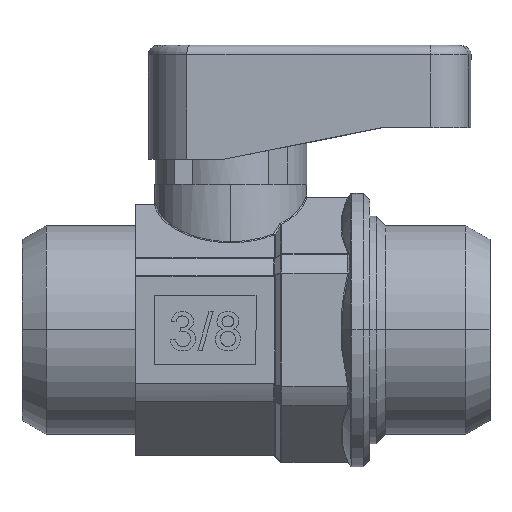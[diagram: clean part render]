
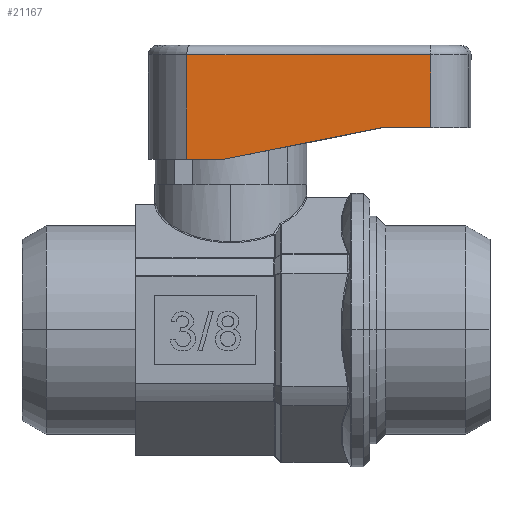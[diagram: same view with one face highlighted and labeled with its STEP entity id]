
A CAD part, top view. The second image highlights one B-rep face of the part: STEP entity #21167.
In plain terms, the highlighted planar face has unit normal (0, 0, 1).
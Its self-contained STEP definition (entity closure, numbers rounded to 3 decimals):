
#1089 = VERTEX_POINT ( 'NONE', #7842 ) ;
#1091 = VERTEX_POINT ( 'NONE', #7852 ) ;
#1092 = VERTEX_POINT ( 'NONE', #7855 ) ;
#1094 = VERTEX_POINT ( 'NONE', #7854 ) ;
#1098 = VERTEX_POINT ( 'NONE', #7868 ) ;
#1100 = VERTEX_POINT ( 'NONE', #7869 ) ;
#4009 = CARTESIAN_POINT ( 'NONE',  ( 15.803, 13.5, 5.5 ) ) ;
#4010 = DIRECTION ( 'NONE',  ( 0., 1., 0. ) ) ;
#4014 = DIRECTION ( 'NONE',  ( -1., 0., 0. ) ) ;
#4018 = CARTESIAN_POINT ( 'NONE',  ( -3.464, 21.75, 5.5 ) ) ;
#4020 = CARTESIAN_POINT ( 'NONE',  ( -3.464, 13.5, 5.5 ) ) ;
#4024 = CARTESIAN_POINT ( 'NONE',  ( -3.464, 13.5, 5.5 ) ) ;
#4026 = DIRECTION ( 'NONE',  ( 0., 1., 0. ) ) ;
#4027 = DIRECTION ( 'NONE',  ( 1., 0., 0. ) ) ;
#6492 = EDGE_CURVE ( 'NONE', #1091, #1089, #19844, .T. ) ;
#6494 = EDGE_CURVE ( 'NONE', #1089, #1092, #19847, .T. ) ;
#6495 = EDGE_CURVE ( 'NONE', #1094, #1092, #19848, .T. ) ;
#6496 = EDGE_CURVE ( 'NONE', #1094, #1098, #19845, .T. ) ;
#7099 = LINE ( 'NONE', #10666, #7102 ) ;
#7101 = LINE ( 'NONE', #10668, #7104 ) ;
#7102 = VECTOR ( 'NONE', #10667, 1000. ) ;
#7104 = VECTOR ( 'NONE', #10669, 1000. ) ;
#7540 = FACE_OUTER_BOUND ( 'NONE', #26018, .T. ) ;
#7842 = CARTESIAN_POINT ( 'NONE',  ( 15.803, 21.75, 5.5 ) ) ;
#7852 = CARTESIAN_POINT ( 'NONE',  ( 15.803, 16., 5.5 ) ) ;
#7854 = CARTESIAN_POINT ( 'NONE',  ( -3.464, 13.5, 5.5 ) ) ;
#7855 = CARTESIAN_POINT ( 'NONE',  ( -3.464, 21.75, 5.5 ) ) ;
#7868 = CARTESIAN_POINT ( 'NONE',  ( -0.5, 13.5, 5.5 ) ) ;
#7869 = CARTESIAN_POINT ( 'NONE',  ( 12., 16., 5.5 ) ) ;
#10666 = CARTESIAN_POINT ( 'NONE',  ( 12., 16., 5.5 ) ) ;
#10667 = DIRECTION ( 'NONE',  ( 0.981, 0.196, 0. ) ) ;
#10668 = CARTESIAN_POINT ( 'NONE',  ( 19., 16., 5.5 ) ) ;
#10669 = DIRECTION ( 'NONE',  ( 1., 0., 0. ) ) ;
#11675 = ORIENTED_EDGE ( 'NONE', *, *, #6492, .T. ) ;
#11677 = ORIENTED_EDGE ( 'NONE', *, *, #6494, .T. ) ;
#11679 = ORIENTED_EDGE ( 'NONE', *, *, #6495, .F. ) ;
#11681 = ORIENTED_EDGE ( 'NONE', *, *, #6496, .T. ) ;
#11683 = ORIENTED_EDGE ( 'NONE', *, *, #20170, .T. ) ;
#11685 = ORIENTED_EDGE ( 'NONE', *, *, #20171, .T. ) ;
#12182 = CARTESIAN_POINT ( 'NONE',  ( -3.464, 13.5, 5.5 ) ) ;
#12185 = PLANE ( 'NONE',  #16156 ) ;
#12187 = DIRECTION ( 'NONE',  ( 0., 0., 1. ) ) ;
#12188 = DIRECTION ( 'NONE',  ( 1., 0., 0. ) ) ;
#16156 = AXIS2_PLACEMENT_3D ( 'NONE', #12182, #12187, #12188 ) ;
#19844 = LINE ( 'NONE', #4009, #19846 ) ;
#19845 = LINE ( 'NONE', #4020, #19853 ) ;
#19846 = VECTOR ( 'NONE', #4010, 1000. ) ;
#19847 = LINE ( 'NONE', #4018, #19849 ) ;
#19848 = LINE ( 'NONE', #4024, #19851 ) ;
#19849 = VECTOR ( 'NONE', #4014, 1000. ) ;
#19851 = VECTOR ( 'NONE', #4026, 1000. ) ;
#19853 = VECTOR ( 'NONE', #4027, 1000. ) ;
#20170 = EDGE_CURVE ( 'NONE', #1098, #1100, #7099, .T. ) ;
#20171 = EDGE_CURVE ( 'NONE', #1100, #1091, #7101, .T. ) ;
#21167 = ADVANCED_FACE ( 'NONE', ( #7540 ), #12185, .T. ) ;
#26018 = EDGE_LOOP ( 'NONE', ( #11675, #11677, #11679, #11681, #11683, #11685 ) ) ;
